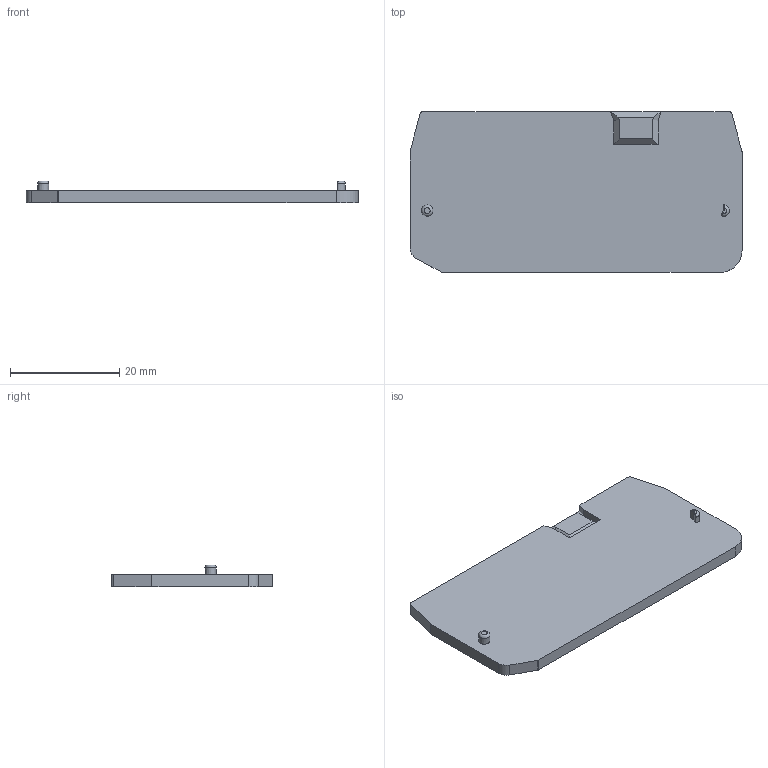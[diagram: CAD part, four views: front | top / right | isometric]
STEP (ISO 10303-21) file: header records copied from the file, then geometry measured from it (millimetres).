
FILE_DESCRIPTION( ( 'Unknown' ), '1' );
FILE_NAME( '零件14.stp', 'Unknown', ( 'Unknown' ), ( 'Unknown' ), 'XStep 1.0', 'Unknown', ' ' );
FILE_SCHEMA( ( 'automotive_design' ) );
Length unit declared in the file: millimetre
Products named in the file (1): DD-ST25-3-D
Bounding box: 60.7 x 29.4 x 4 mm (x, y, z)
Volume: 3834.4 mm3; surface area: 3948.9 mm2
Topology: 1 solids, 1 shells, 54 faces, 133 edges, 83 vertices
Faces by surface type: plane 37, cylinder 11, cone 2, torus 2, bspline 2
Entity records: 2261 total; most frequent: CARTESIAN_POINT 539, DIRECTION 265, ORIENTED_EDGE 260, EDGE_CURVE 130, LINE 97, VECTOR 97, AXIS2_PLACEMENT_3D 84, VERTEX_POINT 82
